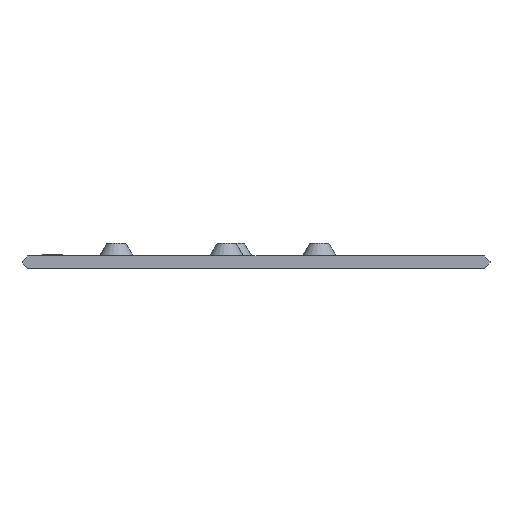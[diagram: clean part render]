
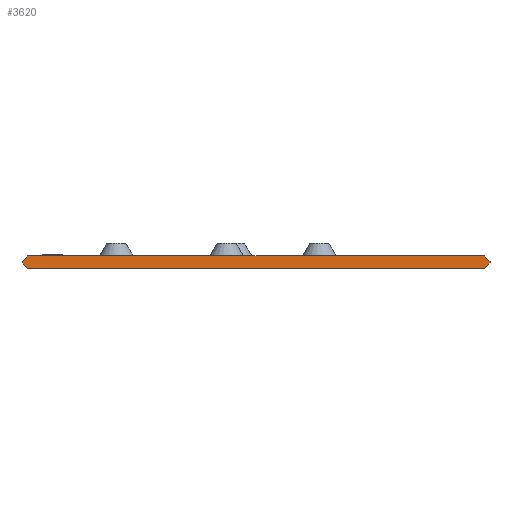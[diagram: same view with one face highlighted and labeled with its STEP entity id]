
A CAD part, front view. The second image highlights one B-rep face of the part: STEP entity #3620.
In plain terms, the highlighted planar face has unit normal (0, -1, 0).
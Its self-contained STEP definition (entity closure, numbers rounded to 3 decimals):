
#406=FACE_OUTER_BOUND('',#640,.T.);
#640=EDGE_LOOP('',(#3302,#3303,#3304,#3305,#3306,#3307,#3308,#3309));
#942=LINE('',#5159,#1344);
#945=LINE('',#5164,#1347);
#947=LINE('',#5184,#1349);
#949=LINE('',#5188,#1351);
#1035=LINE('',#6215,#1437);
#1037=LINE('',#6219,#1439);
#1042=LINE('',#6238,#1444);
#1043=LINE('',#6239,#1445);
#1344=VECTOR('',#4311,10.);
#1347=VECTOR('',#4316,10.);
#1349=VECTOR('',#4336,10.);
#1351=VECTOR('',#4340,10.);
#1437=VECTOR('',#4514,10.);
#1439=VECTOR('',#4518,10.);
#1444=VECTOR('',#4541,10.);
#1445=VECTOR('',#4542,10.);
#1652=VERTEX_POINT('',#5156);
#1653=VERTEX_POINT('',#5158);
#1654=VERTEX_POINT('',#5162);
#1663=VERTEX_POINT('',#5182);
#1664=VERTEX_POINT('',#5186);
#1781=VERTEX_POINT('',#6213);
#1782=VERTEX_POINT('',#6217);
#1787=VERTEX_POINT('',#6237);
#2091=EDGE_CURVE('',#1653,#1652,#942,.T.);
#2094=EDGE_CURVE('',#1652,#1654,#945,.T.);
#2104=EDGE_CURVE('',#1654,#1663,#947,.T.);
#2106=EDGE_CURVE('',#1663,#1664,#949,.T.);
#2284=EDGE_CURVE('',#1664,#1781,#1035,.T.);
#2286=EDGE_CURVE('',#1781,#1782,#1037,.T.);
#2295=EDGE_CURVE('',#1782,#1787,#1042,.T.);
#2296=EDGE_CURVE('',#1787,#1653,#1043,.T.);
#3302=ORIENTED_EDGE('',*,*,#2286,.T.);
#3303=ORIENTED_EDGE('',*,*,#2295,.T.);
#3304=ORIENTED_EDGE('',*,*,#2296,.T.);
#3305=ORIENTED_EDGE('',*,*,#2091,.T.);
#3306=ORIENTED_EDGE('',*,*,#2094,.T.);
#3307=ORIENTED_EDGE('',*,*,#2104,.T.);
#3308=ORIENTED_EDGE('',*,*,#2106,.T.);
#3309=ORIENTED_EDGE('',*,*,#2284,.T.);
#3441=PLANE('',#3803);
#3620=ADVANCED_FACE('',(#406),#3441,.T.);
#3803=AXIS2_PLACEMENT_3D('',#6236,#4539,#4540);
#4311=DIRECTION('',(0.707,0.,-0.707));
#4316=DIRECTION('',(1.,0.,0.));
#4336=DIRECTION('',(0.707,0.,0.707));
#4340=DIRECTION('',(0.,0.,1.));
#4514=DIRECTION('',(-0.707,0.,0.707));
#4518=DIRECTION('',(-1.,0.,0.));
#4539=DIRECTION('center_axis',(0.,-1.,0.));
#4540=DIRECTION('ref_axis',(0.,0.,-1.));
#4541=DIRECTION('',(-0.707,0.,-0.707));
#4542=DIRECTION('',(0.,0.,-1.));
#5156=CARTESIAN_POINT('',(-72.5,-15.,-2.));
#5158=CARTESIAN_POINT('',(-74.3,-15.,-0.2));
#5159=CARTESIAN_POINT('',(-74.3,-15.,-0.2));
#5162=CARTESIAN_POINT('',(72.5,-15.,-2.));
#5164=CARTESIAN_POINT('',(72.5,-15.,-2.));
#5182=CARTESIAN_POINT('',(74.3,-15.,-0.2));
#5184=CARTESIAN_POINT('',(74.3,-15.,-0.2));
#5186=CARTESIAN_POINT('',(74.3,-15.,0.2));
#5188=CARTESIAN_POINT('',(74.3,-15.,0.2));
#6213=CARTESIAN_POINT('',(72.5,-15.,2.));
#6215=CARTESIAN_POINT('',(72.5,-15.,2.));
#6217=CARTESIAN_POINT('',(-72.5,-15.,2.));
#6219=CARTESIAN_POINT('',(-72.5,-15.,2.));
#6236=CARTESIAN_POINT('Origin',(0.,-15.,0.));
#6237=CARTESIAN_POINT('',(-74.3,-15.,0.2));
#6238=CARTESIAN_POINT('',(-72.5,-15.,2.));
#6239=CARTESIAN_POINT('',(-74.3,-15.,0.));
